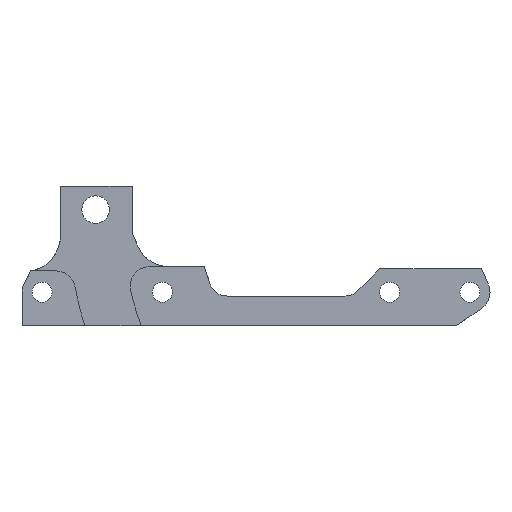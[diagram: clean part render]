
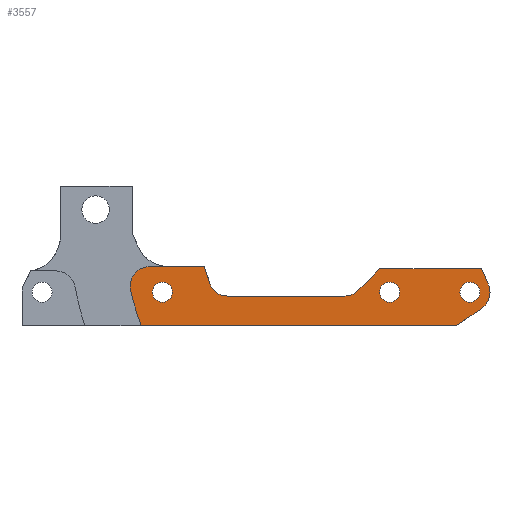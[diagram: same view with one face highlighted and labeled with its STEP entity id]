
A CAD part, left-side view. The second image highlights one B-rep face of the part: STEP entity #3557.
In plain terms, the highlighted planar face has unit normal (-1, 0, 0).
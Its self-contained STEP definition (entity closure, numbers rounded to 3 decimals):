
#34=FACE_BOUND('',#657,.T.);
#35=FACE_BOUND('',#658,.T.);
#36=FACE_BOUND('',#659,.T.);
#110=CIRCLE('',#3677,3.);
#113=CIRCLE('',#3681,46.);
#157=CIRCLE('',#3764,2.716);
#158=CIRCLE('',#3770,2.716);
#170=CIRCLE('',#3797,1.5);
#172=CIRCLE('',#3801,1.5);
#173=CIRCLE('',#3805,3.);
#177=CIRCLE('',#3828,1.5);
#459=FACE_OUTER_BOUND('',#656,.T.);
#656=EDGE_LOOP('',(#2769,#2770,#2771,#2772,#2773,#2774,#2775,#2776,#2777,
#2778,#2779,#2780,#2781));
#657=EDGE_LOOP('',(#2782));
#658=EDGE_LOOP('',(#2783));
#659=EDGE_LOOP('',(#2784));
#844=LINE('',#5541,#1158);
#856=LINE('',#5653,#1170);
#873=LINE('',#5740,#1187);
#878=LINE('',#5756,#1192);
#881=LINE('',#5762,#1195);
#883=LINE('',#5767,#1197);
#917=LINE('',#5837,#1231);
#931=LINE('',#5885,#1245);
#1158=VECTOR('',#4255,10.);
#1170=VECTOR('',#4297,10.);
#1187=VECTOR('',#4370,10.);
#1192=VECTOR('',#4389,10.);
#1195=VECTOR('',#4394,10.);
#1197=VECTOR('',#4402,10.);
#1231=VECTOR('',#4472,10.);
#1245=VECTOR('',#4528,10.);
#1417=VERTEX_POINT('',#5078);
#1418=VERTEX_POINT('',#5079);
#1422=VERTEX_POINT('',#5089);
#1513=VERTEX_POINT('',#5538);
#1514=VERTEX_POINT('',#5540);
#1530=VERTEX_POINT('',#5645);
#1531=VERTEX_POINT('',#5651);
#1532=VERTEX_POINT('',#5656);
#1552=VERTEX_POINT('',#5737);
#1553=VERTEX_POINT('',#5739);
#1554=VERTEX_POINT('',#5743);
#1556=VERTEX_POINT('',#5751);
#1557=VERTEX_POINT('',#5755);
#1558=VERTEX_POINT('',#5759);
#1559=VERTEX_POINT('',#5761);
#1579=VERTEX_POINT('',#5844);
#1767=EDGE_CURVE('',#1417,#1418,#110,.T.);
#1773=EDGE_CURVE('',#1422,#1417,#113,.F.);
#1893=EDGE_CURVE('',#1513,#1514,#844,.T.);
#1916=EDGE_CURVE('',#1530,#1513,#157,.T.);
#1919=EDGE_CURVE('',#1531,#1530,#856,.T.);
#1921=EDGE_CURVE('',#1514,#1532,#158,.T.);
#1953=EDGE_CURVE('',#1552,#1553,#873,.T.);
#1956=EDGE_CURVE('',#1554,#1554,#170,.T.);
#1960=EDGE_CURVE('',#1556,#1556,#172,.T.);
#1961=EDGE_CURVE('',#1532,#1557,#878,.T.);
#1964=EDGE_CURVE('',#1558,#1559,#881,.T.);
#1966=EDGE_CURVE('',#1553,#1558,#173,.T.);
#1967=EDGE_CURVE('',#1557,#1552,#883,.T.);
#2003=EDGE_CURVE('',#1418,#1531,#917,.T.);
#2008=EDGE_CURVE('',#1579,#1579,#177,.T.);
#2027=EDGE_CURVE('',#1559,#1422,#931,.T.);
#2769=ORIENTED_EDGE('',*,*,#1767,.F.);
#2770=ORIENTED_EDGE('',*,*,#1773,.F.);
#2771=ORIENTED_EDGE('',*,*,#2027,.F.);
#2772=ORIENTED_EDGE('',*,*,#1964,.F.);
#2773=ORIENTED_EDGE('',*,*,#1966,.F.);
#2774=ORIENTED_EDGE('',*,*,#1953,.F.);
#2775=ORIENTED_EDGE('',*,*,#1967,.F.);
#2776=ORIENTED_EDGE('',*,*,#1961,.F.);
#2777=ORIENTED_EDGE('',*,*,#1921,.F.);
#2778=ORIENTED_EDGE('',*,*,#1893,.F.);
#2779=ORIENTED_EDGE('',*,*,#1916,.F.);
#2780=ORIENTED_EDGE('',*,*,#1919,.F.);
#2781=ORIENTED_EDGE('',*,*,#2003,.F.);
#2782=ORIENTED_EDGE('',*,*,#1960,.F.);
#2783=ORIENTED_EDGE('',*,*,#1956,.F.);
#2784=ORIENTED_EDGE('',*,*,#2008,.F.);
#3417=PLANE('',#3845);
#3557=ADVANCED_FACE('',(#459,#34,#35,#36),#3417,.F.);
#3677=AXIS2_PLACEMENT_3D('',#5080,#4046,#4047);
#3681=AXIS2_PLACEMENT_3D('',#5091,#4057,#4058);
#3764=AXIS2_PLACEMENT_3D('',#5647,#4288,#4289);
#3770=AXIS2_PLACEMENT_3D('',#5657,#4302,#4303);
#3797=AXIS2_PLACEMENT_3D('',#5745,#4375,#4376);
#3801=AXIS2_PLACEMENT_3D('',#5753,#4385,#4386);
#3805=AXIS2_PLACEMENT_3D('',#5765,#4398,#4399);
#3828=AXIS2_PLACEMENT_3D('',#5846,#4482,#4483);
#3845=AXIS2_PLACEMENT_3D('',#5884,#4526,#4527);
#4046=DIRECTION('center_axis',(1.,0.,0.));
#4047=DIRECTION('ref_axis',(0.,0.786,0.619));
#4057=DIRECTION('center_axis',(-1.,0.,0.));
#4058=DIRECTION('ref_axis',(0.,0.88,-0.475));
#4255=DIRECTION('',(0.,-1.,0.));
#4288=DIRECTION('center_axis',(-1.,0.,0.));
#4289=DIRECTION('ref_axis',(0.,0.586,-0.81));
#4297=DIRECTION('',(0.,-0.313,-0.95));
#4302=DIRECTION('center_axis',(-1.,0.,0.));
#4303=DIRECTION('ref_axis',(0.,-0.383,-0.924));
#4370=DIRECTION('',(0.,-0.41,-0.912));
#4375=DIRECTION('center_axis',(-1.,0.,0.));
#4376=DIRECTION('ref_axis',(0.,1.,0.));
#4385=DIRECTION('center_axis',(-1.,0.,0.));
#4386=DIRECTION('ref_axis',(0.,1.,0.));
#4389=DIRECTION('',(0.,-0.707,0.707));
#4394=DIRECTION('',(0.,0.826,-0.564));
#4398=DIRECTION('center_axis',(1.,0.,0.));
#4399=DIRECTION('ref_axis',(0.,-0.912,0.41));
#4402=DIRECTION('',(0.,-1.,0.));
#4472=DIRECTION('',(0.,-1.,0.));
#4482=DIRECTION('center_axis',(-1.,0.,0.));
#4483=DIRECTION('ref_axis',(0.,1.,0.));
#4526=DIRECTION('center_axis',(1.,0.,0.));
#4527=DIRECTION('ref_axis',(0.,1.,0.));
#4528=DIRECTION('',(0.,1.,0.));
#5078=CARTESIAN_POINT('',(-30.,44.433,18.137));
#5079=CARTESIAN_POINT('',(-30.,41.517,21.84));
#5080=CARTESIAN_POINT('Origin',(-30.,41.517,18.84));
#5089=CARTESIAN_POINT('',(-30.,42.874,13.));
#5091=CARTESIAN_POINT('Origin',(-30.,-0.287,28.911));
#5538=CARTESIAN_POINT('',(-30.,30.018,17.42));
#5540=CARTESIAN_POINT('',(-30.,12.397,17.42));
#5541=CARTESIAN_POINT('',(-30.,31.983,17.42));
#5645=CARTESIAN_POINT('',(-30.,32.598,19.287));
#5647=CARTESIAN_POINT('Origin',(-30.,30.018,20.136));
#5651=CARTESIAN_POINT('',(-30.,33.438,21.84));
#5653=CARTESIAN_POINT('',(-30.,33.438,21.84));
#5656=CARTESIAN_POINT('',(-30.,10.477,18.216));
#5657=CARTESIAN_POINT('Origin',(-30.,12.397,20.136));
#5737=CARTESIAN_POINT('',(-30.,-8.003,21.5));
#5739=CARTESIAN_POINT('',(-30.,-9.024,19.23));
#5740=CARTESIAN_POINT('',(-30.,-3.936,30.551));
#5743=CARTESIAN_POINT('',(-30.,-7.787,18.));
#5745=CARTESIAN_POINT('Origin',(-30.,-6.287,18.));
#5751=CARTESIAN_POINT('',(-30.,4.213,18.));
#5753=CARTESIAN_POINT('Origin',(-30.,5.713,18.));
#5755=CARTESIAN_POINT('',(-30.,7.192,21.5));
#5756=CARTESIAN_POINT('',(-30.,11.272,17.42));
#5759=CARTESIAN_POINT('',(-30.,-7.98,15.523));
#5761=CARTESIAN_POINT('',(-30.,-4.287,13.));
#5762=CARTESIAN_POINT('',(-30.,-7.98,15.523));
#5765=CARTESIAN_POINT('Origin',(-30.,-6.287,18.));
#5767=CARTESIAN_POINT('',(-30.,7.192,21.5));
#5837=CARTESIAN_POINT('',(-30.,45.672,21.84));
#5844=CARTESIAN_POINT('',(-30.,38.192,18.));
#5846=CARTESIAN_POINT('Origin',(-30.,39.692,18.));
#5884=CARTESIAN_POINT('Origin',(-30.,38.1,17.42));
#5885=CARTESIAN_POINT('',(-30.,-4.287,13.));
